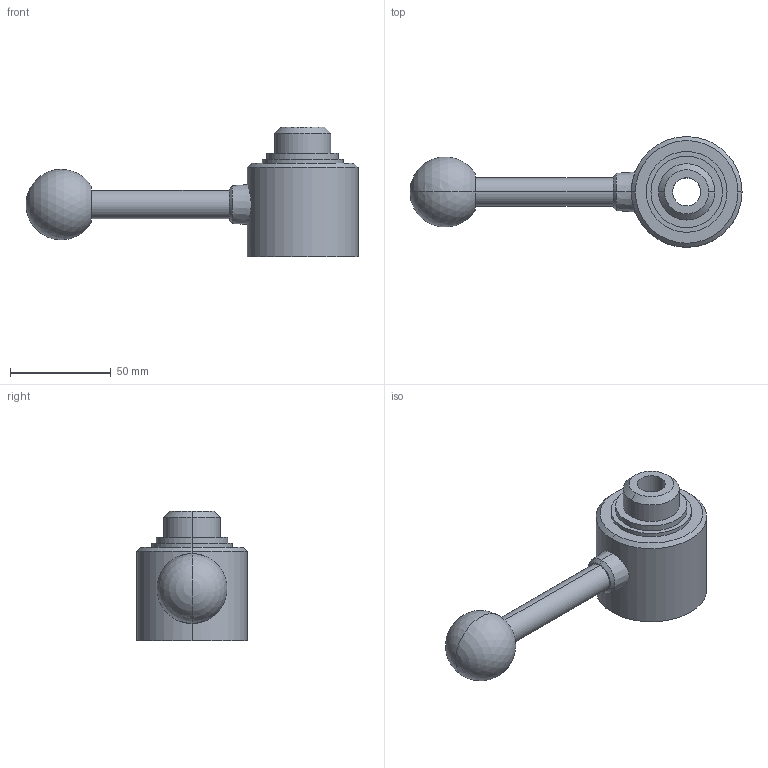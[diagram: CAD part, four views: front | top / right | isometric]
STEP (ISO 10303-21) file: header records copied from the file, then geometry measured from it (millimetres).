
FILE_DESCRIPTION(('STEP AP214'),'1');
FILE_NAME('haldern_eh_23260_0015.stp','2020-04-30T11:02:39',('TraceParts'),('TraceParts S.A.'),'Spatial InterOp 3D',' ',' ');
FILE_SCHEMA(('AUTOMOTIVE_DESIGN { 1 0 10303 214 1 1 1 1 }'));
Length unit declared in the file: millimetre
Products named in the file (1): haldern_eh_23260_0015
Bounding box: 165 x 55 x 64.5 mm (x, y, z)
Volume: 143505.4 mm3; surface area: 24917.7 mm2
Topology: 1 solids, 1 shells, 62 faces, 128 edges, 78 vertices
Faces by surface type: cylinder 26, cone 20, plane 14, sphere 2
Entity records: 3247 total; most frequent: CARTESIAN_POINT 334, DIRECTION 325, STYLED_ITEM 267, PRESENTATION_STYLE_ASSIGNMENT 267, COLOUR_RGB 267, ORIENTED_EDGE 252, AXIS2_PLACEMENT_3D 139, EDGE_CURVE 126
